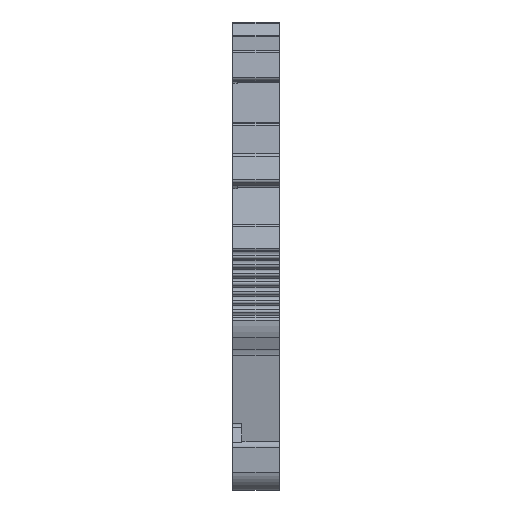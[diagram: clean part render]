
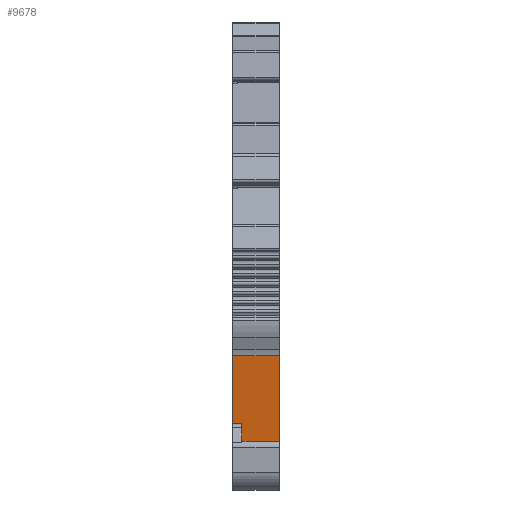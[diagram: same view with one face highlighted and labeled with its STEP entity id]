
A CAD part, left-side view. The second image highlights one B-rep face of the part: STEP entity #9678.
In plain terms, the highlighted planar face has unit normal (-0.986, 0, -0.168).
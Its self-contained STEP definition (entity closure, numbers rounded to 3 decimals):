
#2495=ORIENTED_EDGE('',*,*,#4195,.T.);
#2496=ORIENTED_EDGE('',*,*,#4194,.F.);
#2497=ORIENTED_EDGE('',*,*,#4682,.T.);
#2498=ORIENTED_EDGE('',*,*,#4683,.T.);
#2499=ORIENTED_EDGE('',*,*,#4684,.F.);
#2500=ORIENTED_EDGE('',*,*,#4685,.F.);
#4194=EDGE_CURVE('',#5448,#5444,#6435,.T.);
#4195=EDGE_CURVE('',#5449,#5444,#6436,.T.);
#4682=EDGE_CURVE('',#5448,#5773,#6742,.T.);
#4683=EDGE_CURVE('',#5773,#5774,#6743,.T.);
#4684=EDGE_CURVE('',#5775,#5774,#6744,.T.);
#4685=EDGE_CURVE('',#5449,#5775,#6745,.T.);
#5444=VERTEX_POINT('',#14909);
#5448=VERTEX_POINT('',#14917);
#5449=VERTEX_POINT('',#14921);
#5773=VERTEX_POINT('',#15932);
#5774=VERTEX_POINT('',#15936);
#5775=VERTEX_POINT('',#15938);
#6435=LINE('',#14918,#7444);
#6436=LINE('',#14920,#7445);
#6742=LINE('',#15933,#7751);
#6743=LINE('',#15935,#7752);
#6744=LINE('',#15937,#7753);
#6745=LINE('',#15939,#7754);
#7444=VECTOR('',#11910,1000.);
#7445=VECTOR('',#11913,1000.);
#7751=VECTOR('',#12887,1000.);
#7752=VECTOR('',#12890,1000.);
#7753=VECTOR('',#12891,1000.);
#7754=VECTOR('',#12892,1000.);
#8358=EDGE_LOOP('',(#2495,#2496,#2497,#2498,#2499,#2500));
#8871=FACE_BOUND('',#8358,.T.);
#9224=PLANE('',#10507);
#9678=ADVANCED_FACE('',(#8871),#9224,.F.);
#10507=AXIS2_PLACEMENT_3D('',#15934,#12888,#12889);
#11910=DIRECTION('',(-0.168,0.,0.986));
#11913=DIRECTION('',(0.,-1.,0.));
#12887=DIRECTION('',(0.,-1.,0.));
#12888=DIRECTION('',(0.986,0.,0.168));
#12889=DIRECTION('',(0.168,0.,-0.986));
#12890=DIRECTION('',(-0.168,0.,0.986));
#12891=DIRECTION('',(0.,-1.,0.));
#12892=DIRECTION('',(-0.168,0.,0.986));
#14909=CARTESIAN_POINT('',(-27.953,1.85,-21.555));
#14917=CARTESIAN_POINT('',(-27.188,1.85,-26.045));
#14918=CARTESIAN_POINT('',(-27.188,1.85,-26.045));
#14920=CARTESIAN_POINT('',(-27.953,84.954,-21.555));
#14921=CARTESIAN_POINT('',(-27.953,2.85,-21.555));
#15932=CARTESIAN_POINT('',(-27.188,-2.15,-26.045));
#15933=CARTESIAN_POINT('',(-27.188,1.85,-26.045));
#15934=CARTESIAN_POINT('',(-27.953,84.954,-21.555));
#15935=CARTESIAN_POINT('',(-27.953,-2.15,-21.555));
#15936=CARTESIAN_POINT('',(-29.179,-2.15,-14.358));
#15937=CARTESIAN_POINT('',(-29.179,84.954,-14.358));
#15938=CARTESIAN_POINT('',(-29.179,2.85,-14.358));
#15939=CARTESIAN_POINT('',(-30.715,2.85,-5.344));
